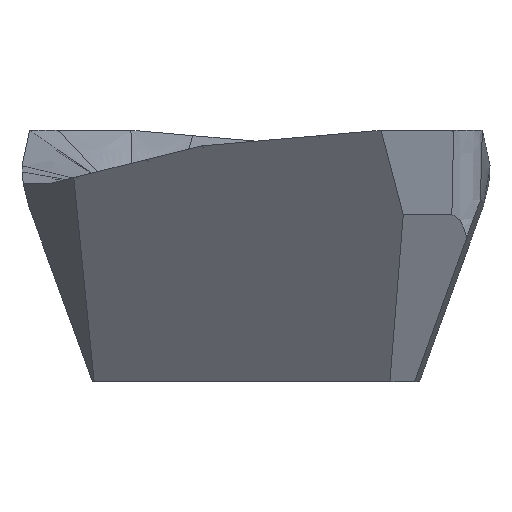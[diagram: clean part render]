
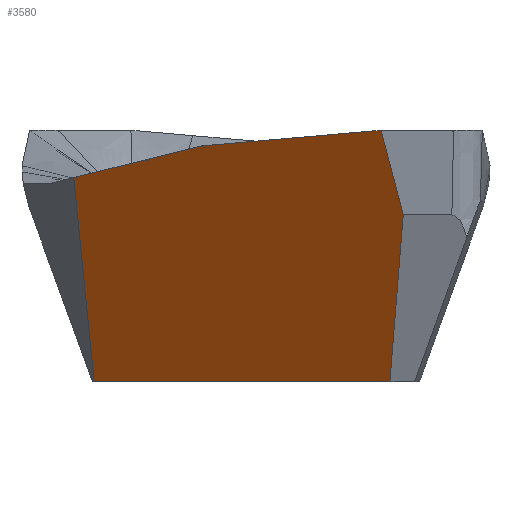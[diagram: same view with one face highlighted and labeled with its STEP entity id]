
A CAD part, left-side view. The second image highlights one B-rep face of the part: STEP entity #3580.
In plain terms, the highlighted planar face has unit normal (-0.814, 0.47, -0.342).
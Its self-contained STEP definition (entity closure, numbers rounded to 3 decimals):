
#70=DIRECTION('',(0.5,0.866,0.));
#71=VECTOR('',#70,9.503);
#72=CARTESIAN_POINT('',(-12.2,-3.727,-7.));
#73=LINE('',#72,#71);
#1130=DIRECTION('',(-0.552,-0.809,0.201));
#1131=VECTOR('',#1130,2.456);
#1132=CARTESIAN_POINT('',(-9.507,5.072,
-1.32));
#1133=LINE('',#1132,#1131);
#1137=DIRECTION('',(-0.552,-0.809,0.201));
#1138=VECTOR('',#1137,1.934);
#1139=CARTESIAN_POINT('',(-10.862,3.084,
-0.826));
#1140=LINE('',#1139,#1138);
#1144=DIRECTION('',(-0.522,-0.85,0.074));
#1145=VECTOR('',#1144,3.855);
#1146=CARTESIAN_POINT('',(-11.929,1.519,
-0.437));
#1147=LINE('',#1146,#1145);
#1151=DIRECTION('',(-0.522,-0.85,0.074));
#1152=VECTOR('',#1151,2.029);
#1153=CARTESIAN_POINT('',(-13.941,-1.757,
-0.151));
#1154=LINE('',#1153,#1152);
#1158=DIRECTION('',(0.422,0.072,-0.904));
#1159=VECTOR('',#1158,5.155);
#1160=CARTESIAN_POINT('',(-14.373,-4.098,
-2.34));
#1161=LINE('',#1160,#1159);
#1165=DIRECTION('',(-0.339,0.094,0.936));
#1166=VECTOR('',#1165,6.068);
#1167=CARTESIAN_POINT('',(-7.448,4.504,-7.));
#1168=LINE('',#1167,#1166);
#1221=DIRECTION('',(-0.251,0.247,0.936));
#1222=VECTOR('',#1221,2.5);
#1223=CARTESIAN_POINT('',(-14.373,-4.098,
-2.34));
#1224=LINE('',#1223,#1222);
#1763=CARTESIAN_POINT('',(-7.448,4.504,-7.));
#1765=VERTEX_POINT('',#1763);
#1776=CARTESIAN_POINT('',(-12.2,-3.727,-7.));
#1778=VERTEX_POINT('',#1776);
#1779=CARTESIAN_POINT('',(-14.373,-4.098,
-2.34));
#1780=VERTEX_POINT('',#1779);
#1897=CARTESIAN_POINT('',(-15.,-3.481,0.));
#1899=VERTEX_POINT('',#1897);
#1901=CARTESIAN_POINT('',(-9.507,5.072,
-1.32));
#1902=CARTESIAN_POINT('',(-10.862,3.084,
-0.826));
#1903=VERTEX_POINT('',#1901);
#1904=VERTEX_POINT('',#1902);
#1905=CARTESIAN_POINT('',(-11.929,1.519,
-0.437));
#1906=VERTEX_POINT('',#1905);
#1907=CARTESIAN_POINT('',(-13.941,-1.757,
-0.151));
#1908=VERTEX_POINT('',#1907);
#3560=CARTESIAN_POINT('',(-12.493,0.862,0.));
#3561=DIRECTION('',(0.814,-0.47,0.342));
#3562=DIRECTION('',(0.5,0.866,0.));
#3563=AXIS2_PLACEMENT_3D('',#3560,#3561,#3562);
#3564=PLANE('',#3563);
#3565=ORIENTED_EDGE('',*,*,#3551,.T.);
#3567=ORIENTED_EDGE('',*,*,#3566,.T.);
#3569=ORIENTED_EDGE('',*,*,#3568,.T.);
#3571=ORIENTED_EDGE('',*,*,#3570,.T.);
#3573=ORIENTED_EDGE('',*,*,#3572,.F.);
#3575=ORIENTED_EDGE('',*,*,#3574,.T.);
#3576=ORIENTED_EDGE('',*,*,#1992,.T.);
#3577=ORIENTED_EDGE('',*,*,#3408,.T.);
#3578=EDGE_LOOP('',(#3565,#3567,#3569,#3571,#3573,#3575,#3576,#3577));
#3579=FACE_OUTER_BOUND('',#3578,.F.);
#1992=EDGE_CURVE('',#1778,#1765,#73,.T.);
#3408=EDGE_CURVE('',#1765,#1903,#1168,.T.);
#3551=EDGE_CURVE('',#1903,#1904,#1133,.T.);
#3566=EDGE_CURVE('',#1904,#1906,#1140,.T.);
#3568=EDGE_CURVE('',#1906,#1908,#1147,.T.);
#3570=EDGE_CURVE('',#1908,#1899,#1154,.T.);
#3572=EDGE_CURVE('',#1780,#1899,#1224,.T.);
#3574=EDGE_CURVE('',#1780,#1778,#1161,.T.);
#3580=ADVANCED_FACE('',(#3579),#3564,.F.);
